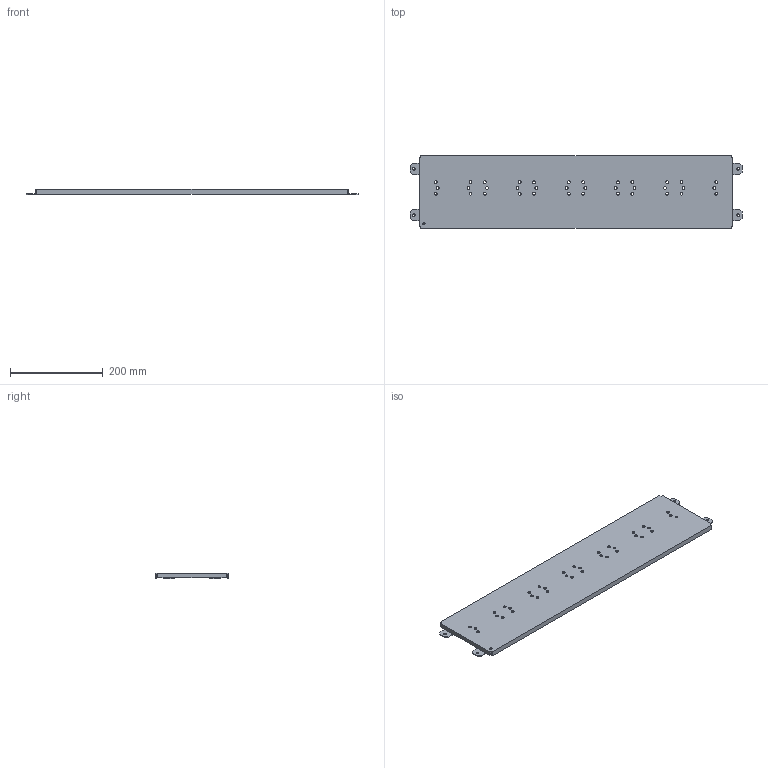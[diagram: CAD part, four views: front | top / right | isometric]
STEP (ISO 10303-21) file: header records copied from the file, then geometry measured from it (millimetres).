
FILE_DESCRIPTION((''),'2;1');
FILE_NAME('PM_K00_PROGECAD_ASM','2023-02-10T12:19:43',('klemen.sitar'),('Audax d.o.o.'),'CREO PARAMETRIC BY PTC INC, 2021304','CREO PARAMETRIC BY PTC INC, 2021304','');
FILE_SCHEMA(('AP242_MANAGED_MODEL_BASED_3D_ENGINEERING_MIM_LF { 1 0 10303 442 1 1 4 }'));
Length unit declared in the file: millimetre
Products named in the file (3): OPEN_CASCADE_STEP_TRANSLA-11486; PM_3_K00_ASM; PM_K00_PROGECAD_ASM
Assembly tree (2 placements, depth 3):
  PM_K00_PROGECAD_ASM
    PM_3_K00_ASM
      OPEN_CASCADE_STEP_TRANSLA-11486
Bounding box: 716 x 157 x 11.5 mm (x, y, z)
Volume: 246359.9 mm3; surface area: 248049.9 mm2
Topology: 1 solids, 1 shells, 136 faces, 390 edges, 256 vertices
Faces by surface type: cylinder 82, plane 54
Entity records: 7196 total; most frequent: DIRECTION 838, CARTESIAN_POINT 794, ORIENTED_EDGE 780, PRESENTATION_STYLE_ASSIGNMENT 527, STYLED_ITEM 527, CURVE_STYLE 390, EDGE_CURVE 390, AXIS2_PLACEMENT_3D 306
